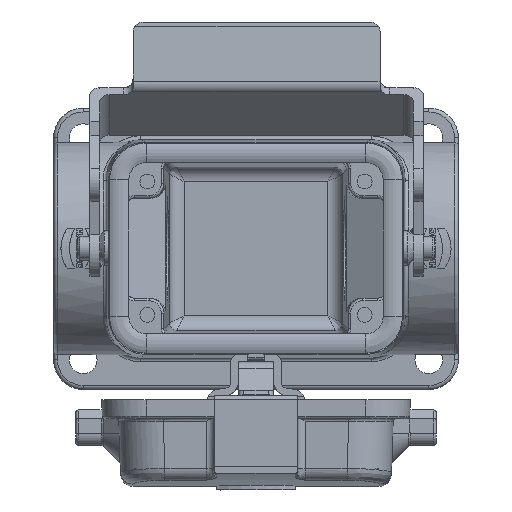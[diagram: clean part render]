
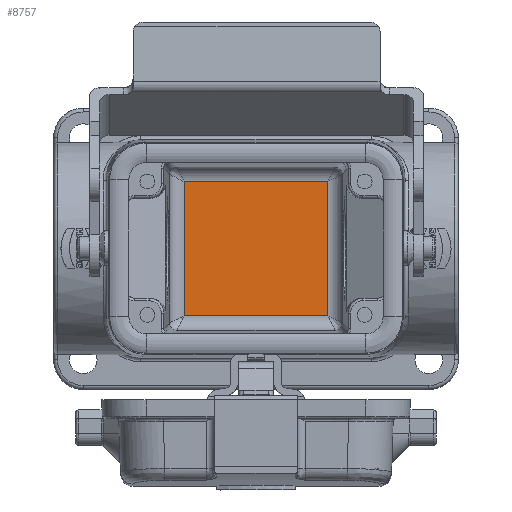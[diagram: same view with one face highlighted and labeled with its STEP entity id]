
A CAD part, top view. The second image highlights one B-rep face of the part: STEP entity #8757.
In plain terms, the highlighted planar face has unit normal (0, 0, 1).
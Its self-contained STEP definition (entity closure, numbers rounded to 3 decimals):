
#8718=CARTESIAN_POINT('',(-17.5,17.75,-58.25));
#8719=DIRECTION('',(0.0,0.0,-1.0));
#8720=DIRECTION('',(-1.0,0.0,0.0));
#8721=AXIS2_PLACEMENT_3D('',#8718,#8719,#8720);
#8722=PLANE('',#8721);
#8723=CARTESIAN_POINT('',(-14.56,-13.572,-58.25));
#8724=VERTEX_POINT('',#8723);
#8725=CARTESIAN_POINT('',(14.56,-13.572,-58.25));
#8726=VERTEX_POINT('',#8725);
#8727=CARTESIAN_POINT('',(-14.56,-13.572,-58.25));
#8728=DIRECTION('',(1.0,0.0,0.0));
#8729=VECTOR('',#8728,29.12);
#8730=LINE('',#8727,#8729);
#8731=EDGE_CURVE('',#8724,#8726,#8730,.T.);
#8732=ORIENTED_EDGE('',*,*,#8731,.T.);
#8733=CARTESIAN_POINT('',(14.56,13.572,-58.25));
#8734=VERTEX_POINT('',#8733);
#8735=CARTESIAN_POINT('',(14.56,-13.572,-58.25));
#8736=DIRECTION('',(0.0,1.0,0.0));
#8737=VECTOR('',#8736,27.145);
#8738=LINE('',#8735,#8737);
#8739=EDGE_CURVE('',#8726,#8734,#8738,.T.);
#8740=ORIENTED_EDGE('',*,*,#8739,.T.);
#8741=CARTESIAN_POINT('',(-14.56,13.572,-58.25));
#8742=VERTEX_POINT('',#8741);
#8743=CARTESIAN_POINT('',(14.56,13.572,-58.25));
#8744=DIRECTION('',(-1.0,0.0,0.0));
#8745=VECTOR('',#8744,29.12);
#8746=LINE('',#8743,#8745);
#8747=EDGE_CURVE('',#8734,#8742,#8746,.T.);
#8748=ORIENTED_EDGE('',*,*,#8747,.T.);
#8749=CARTESIAN_POINT('',(-14.56,13.572,-58.25));
#8750=DIRECTION('',(0.0,-1.0,0.0));
#8751=VECTOR('',#8750,27.145);
#8752=LINE('',#8749,#8751);
#8753=EDGE_CURVE('',#8742,#8724,#8752,.T.);
#8754=ORIENTED_EDGE('',*,*,#8753,.T.);
#8755=EDGE_LOOP('',(#8732,#8740,#8748,#8754));
#8756=FACE_OUTER_BOUND('',#8755,.T.);
#8757=ADVANCED_FACE('',(#8756),#8722,.F.);
